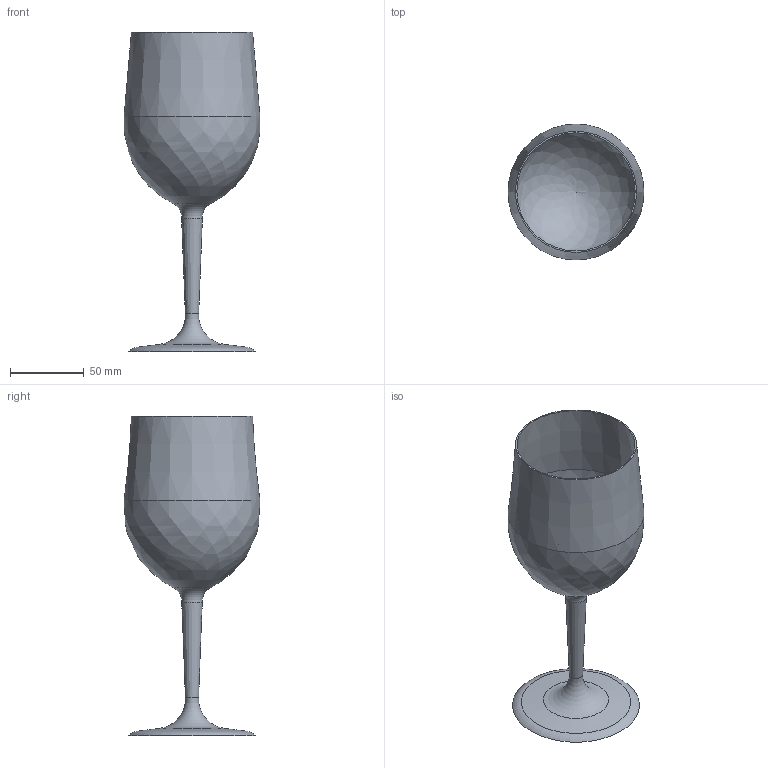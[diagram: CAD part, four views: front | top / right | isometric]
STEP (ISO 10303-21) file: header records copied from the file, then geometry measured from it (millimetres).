
FILE_DESCRIPTION(('FreeCAD Model'),'2;1');
FILE_NAME('wine_glass.step', '2015-09-23T20:41:05',(''),(''),'Open CASCADE STEP processor 6.8', 'FreeCAD','Unknown');
FILE_SCHEMA(('AUTOMOTIVE_DESIGN_CC2 { 1 2 10303 214 -1 1 5 4 }'));
Length unit declared in the file: millimetre
Products named in the file (1): Revolve
Bounding box: 92.04 x 92 x 216 mm (x, y, z)
Surface area: 75499.7 mm2 (no closed solid volume)
Topology: 0 solids, 1 shells, 11 faces, 20 edges, 11 vertices
Faces by surface type: cone 4, torus 3, plane 2, revolution 2
Entity records: 544 total; most frequent: DIRECTION 98, CARTESIAN_POINT 82, LINE 39, VECTOR 39, ORIENTED_EDGE 38, PCURVE 38, DEFINITIONAL_REPRESENTATION 38, AXIS2_PLACEMENT_3D 27
